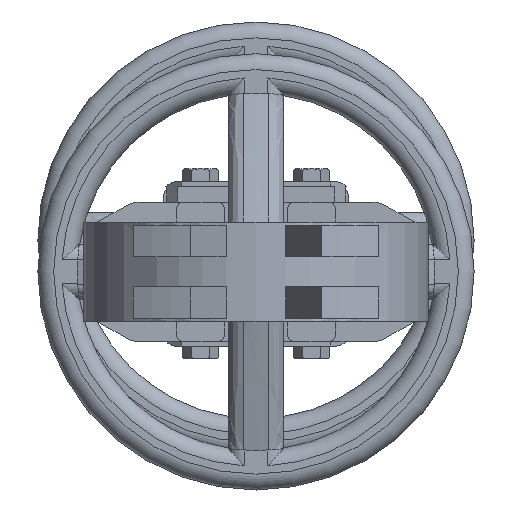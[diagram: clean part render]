
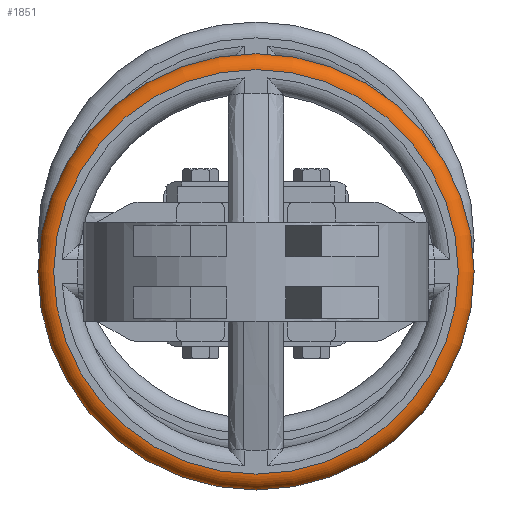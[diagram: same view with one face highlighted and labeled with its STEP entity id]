
A CAD part, front view. The second image highlights one B-rep face of the part: STEP entity #1851.
In plain terms, the highlighted toroidal (fillet/blend) face has major radius 102 mm and minor radius 8 mm.
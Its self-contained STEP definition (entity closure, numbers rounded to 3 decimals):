
#1851 = ADVANCED_FACE( '', ( #3922, #3923 ), #3924, .T. );
#3922 = FACE_OUTER_BOUND( '', #6595, .T. );
#3923 = FACE_OUTER_BOUND( '', #6596, .T. );
#3924 = TOROIDAL_SURFACE( '', #6597, 102., 8. );
#6595 = EDGE_LOOP( '', ( #12536 ) );
#6596 = EDGE_LOOP( '', ( #12537 ) );
#6597 = AXIS2_PLACEMENT_3D( '', #12538, #12539, #12540 );
#12536 = ORIENTED_EDGE( '', *, *, #15895, .F. );
#12537 = ORIENTED_EDGE( '', *, *, #15173, .F. );
#12538 = CARTESIAN_POINT( '', ( 0., 33., 0. ) );
#12539 = DIRECTION( '', ( 0., 1., 0. ) );
#12540 = DIRECTION( '', ( 0., 0., 1. ) );
#15173 = EDGE_CURVE( '', #18550, #18550, #18551, .F. );
#15895 = EDGE_CURVE( '', #19466, #19466, #19467, .T. );
#18550 = VERTEX_POINT( '', #26542 );
#18551 = CIRCLE( '', #26543, 102. );
#19466 = VERTEX_POINT( '', #29195 );
#19467 = CIRCLE( '', #29196, 110. );
#26542 = CARTESIAN_POINT( '', ( 0., 25., 102. ) );
#26543 = AXIS2_PLACEMENT_3D( '', #30974, #30975, #30976 );
#29195 = CARTESIAN_POINT( '', ( 0., 33., 110. ) );
#29196 = AXIS2_PLACEMENT_3D( '', #31570, #31571, #31572 );
#30974 = CARTESIAN_POINT( '', ( 0., 25., 0. ) );
#30975 = DIRECTION( '', ( 0., 1., 0. ) );
#30976 = DIRECTION( '', ( 0., 0., 1. ) );
#31570 = CARTESIAN_POINT( '', ( 0., 33., 0. ) );
#31571 = DIRECTION( '', ( 0., 1., 0. ) );
#31572 = DIRECTION( '', ( 0., 0., 1. ) );
